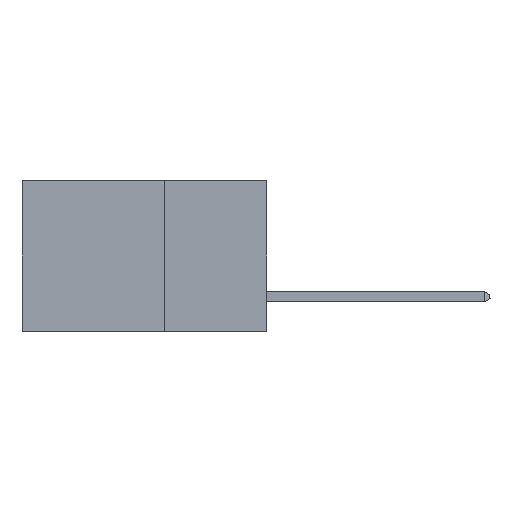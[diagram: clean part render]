
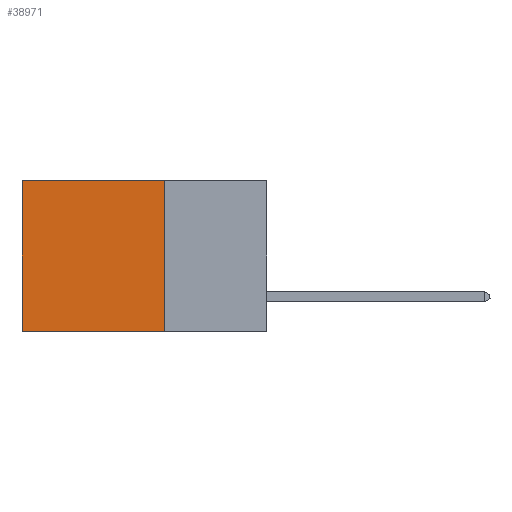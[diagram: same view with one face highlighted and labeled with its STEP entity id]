
A CAD part, left-side view. The second image highlights one B-rep face of the part: STEP entity #38971.
In plain terms, the highlighted planar face has unit normal (-1, 0, 0).
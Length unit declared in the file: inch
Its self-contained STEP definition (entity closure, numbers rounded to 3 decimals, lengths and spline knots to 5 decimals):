
#107 = ORIENTED_EDGE ( 'NONE', *, *, #41619, .T. ) ;
#522 = EDGE_CURVE ( 'NONE', #8034, #44559, #48515, .T. ) ;
#4277 = PLANE ( 'NONE',  #38694 ) ;
#5059 = CARTESIAN_POINT ( 'NONE',  ( 0.2875, 0.25, 0. ) ) ;
#5081 = DIRECTION ( 'NONE',  ( 0., 0., -1. ) ) ;
#8034 = VERTEX_POINT ( 'NONE', #32924 ) ;
#8247 = LINE ( 'NONE', #10594, #47723 ) ;
#10481 = VERTEX_POINT ( 'NONE', #23969 ) ;
#10594 = CARTESIAN_POINT ( 'NONE',  ( 0.2875, 0.25, -0.37 ) ) ;
#11701 = FACE_OUTER_BOUND ( 'NONE', #33587, .T. ) ;
#12189 = CARTESIAN_POINT ( 'NONE',  ( 0.2875, 0.25, 0. ) ) ;
#17571 = DIRECTION ( 'NONE',  ( 1., 0., 0. ) ) ;
#17643 = VECTOR ( 'NONE', #39266, 39.37008 ) ;
#18555 = ORIENTED_EDGE ( 'NONE', *, *, #28256, .T. ) ;
#19463 = DIRECTION ( 'NONE',  ( 0., 1., 0. ) ) ;
#20904 = DIRECTION ( 'NONE',  ( 0., 0., -1. ) ) ;
#23969 = CARTESIAN_POINT ( 'NONE',  ( 0.2875, 0.6, -0.37 ) ) ;
#25122 = CARTESIAN_POINT ( 'NONE',  ( 0.2875, 0.6, 0. ) ) ;
#28256 = EDGE_CURVE ( 'NONE', #8034, #37224, #29075, .T. ) ;
#28787 = LINE ( 'NONE', #35158, #38374 ) ;
#29075 = LINE ( 'NONE', #12189, #17643 ) ;
#31553 = ORIENTED_EDGE ( 'NONE', *, *, #522, .F. ) ;
#32924 = CARTESIAN_POINT ( 'NONE',  ( 0.2875, 0.25, 0. ) ) ;
#33587 = EDGE_LOOP ( 'NONE', ( #107, #34074, #31553, #18555 ) ) ;
#34074 = ORIENTED_EDGE ( 'NONE', *, *, #49223, .F. ) ;
#35158 = CARTESIAN_POINT ( 'NONE',  ( 0.2875, 0.6, 0. ) ) ;
#35313 = DIRECTION ( 'NONE',  ( 0., 0., -1. ) ) ;
#37224 = VERTEX_POINT ( 'NONE', #25122 ) ;
#38374 = VECTOR ( 'NONE', #35313, 39.37008 ) ;
#38694 = AXIS2_PLACEMENT_3D ( 'NONE', #5059, #17571, #20904 ) ;
#38971 = ADVANCED_FACE ( 'NONE', ( #11701 ), #4277, .F. ) ;
#39266 = DIRECTION ( 'NONE',  ( 0., 1., 0. ) ) ;
#41619 = EDGE_CURVE ( 'NONE', #37224, #10481, #28787, .T. ) ;
#42501 = VECTOR ( 'NONE', #5081, 39.37008 ) ;
#43948 = CARTESIAN_POINT ( 'NONE',  ( 0.2875, 0.25, -0.37 ) ) ;
#44559 = VERTEX_POINT ( 'NONE', #43948 ) ;
#47025 = CARTESIAN_POINT ( 'NONE',  ( 0.2875, 0.25, 0. ) ) ;
#47723 = VECTOR ( 'NONE', #19463, 39.37008 ) ;
#48515 = LINE ( 'NONE', #47025, #42501 ) ;
#49223 = EDGE_CURVE ( 'NONE', #44559, #10481, #8247, .T. ) ;
